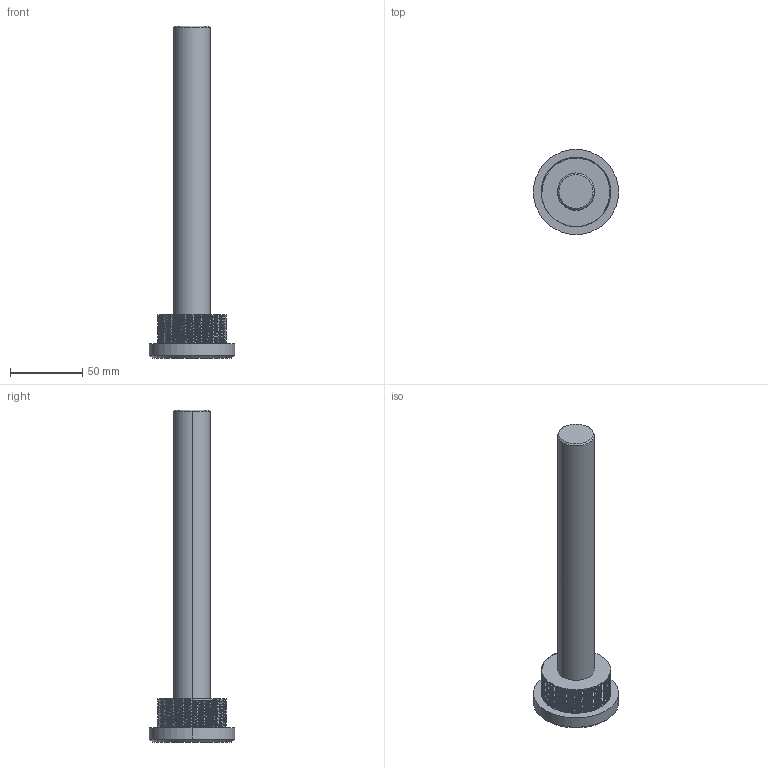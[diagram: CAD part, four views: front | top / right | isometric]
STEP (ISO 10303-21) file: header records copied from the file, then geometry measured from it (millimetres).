
FILE_DESCRIPTION (( 'STEP AP214' ), '1' );
FILE_NAME ('Support moulage .STEP', '2021-02-13T12:20:05', ( '' ), ( '' ), 'SwSTEP 2.0', 'SolidWorks 2020', '' );
FILE_SCHEMA (( 'AUTOMOTIVE_DESIGN' ));
Length unit declared in the file: millimetre
Products named in the file (1): Support moulage 
Bounding box: 59 x 59 x 230 mm (x, y, z)
Volume: 165546.1 mm3; surface area: 28118.3 mm2
Topology: 1 solids, 1 shells, 59 faces, 154 edges, 99 vertices
Faces by surface type: cylinder 46, plane 6, cone 4, bspline 3
Entity records: 4755 total; most frequent: CARTESIAN_POINT 3516, ORIENTED_EDGE 308, DIRECTION 202, EDGE_CURVE 154, VERTEX_POINT 99, AXIS2_PLACEMENT_3D 73, EDGE_LOOP 61, ADVANCED_FACE 59
